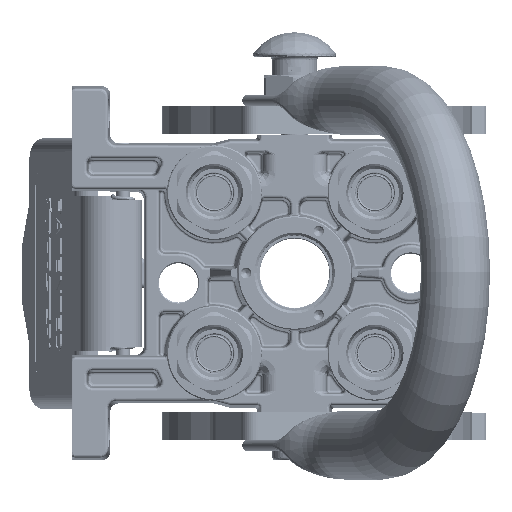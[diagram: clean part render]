
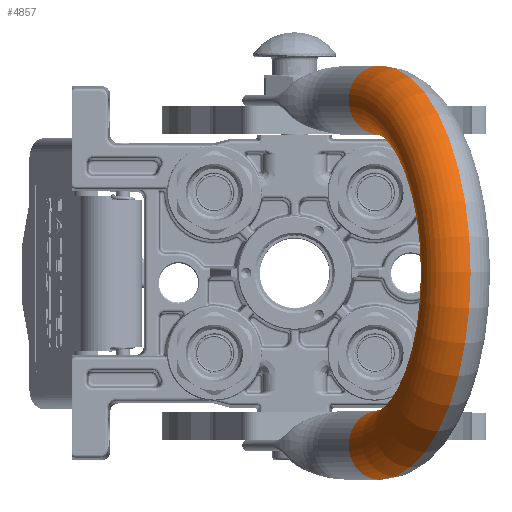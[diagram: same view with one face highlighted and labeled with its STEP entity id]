
A CAD part, top view. The second image highlights one B-rep face of the part: STEP entity #4857.
In plain terms, the highlighted toroidal (fillet/blend) face has major radius 62.25 mm and minor radius 12.5 mm.
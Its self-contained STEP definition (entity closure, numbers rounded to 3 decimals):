
#1971 = ORIENTED_EDGE ( 'NONE', *, *, #11804, .F. ) ;
#4857 = ADVANCED_FACE ( 'NONE', ( #26119 ), #10124, .T. ) ;
#5505 = AXIS2_PLACEMENT_3D ( 'NONE', #141556, #22649, #53209 ) ;
#6300 = ORIENTED_EDGE ( 'NONE', *, *, #133281, .F. ) ;
#6889 = CARTESIAN_POINT ( 'NONE',  ( 0., 0., 25.25 ) ) ;
#10124 = TOROIDAL_SURFACE ( 'NONE', #172086, 62.25, 12.5 ) ;
#11804 = EDGE_CURVE ( 'NONE', #143435, #187916, #16623, .T. ) ;
#12655 = CARTESIAN_POINT ( 'NONE',  ( -62.25, 0., 25.25 ) ) ;
#16623 = CIRCLE ( 'NONE', #17080, 74.75 ) ;
#16689 = CARTESIAN_POINT ( 'NONE',  ( -49.75, 0., 25.25 ) ) ;
#17080 = AXIS2_PLACEMENT_3D ( 'NONE', #6889, #165775, #92632 ) ;
#18736 = CARTESIAN_POINT ( 'NONE',  ( 49.75, 0., 25.25 ) ) ;
#22649 = DIRECTION ( 'NONE',  ( 0., 0., -1. ) ) ;
#26119 = FACE_OUTER_BOUND ( 'NONE', #174175, .T. ) ;
#53209 = DIRECTION ( 'NONE',  ( 1., 0., 0. ) ) ;
#54733 = EDGE_CURVE ( 'NONE', #80190, #126919, #140068, .T. ) ;
#60775 = CARTESIAN_POINT ( 'NONE',  ( -74.75, 0., 25.25 ) ) ;
#60784 = DIRECTION ( 'NONE',  ( -1., 0., 0. ) ) ;
#73096 = AXIS2_PLACEMENT_3D ( 'NONE', #12655, #172111, #158821 ) ;
#76657 = DIRECTION ( 'NONE',  ( 0., 1., 0. ) ) ;
#80190 = VERTEX_POINT ( 'NONE', #16689 ) ;
#87554 = EDGE_CURVE ( 'NONE', #143435, #80190, #173007, .T. ) ;
#91255 = CARTESIAN_POINT ( 'NONE',  ( 0., 0., 25.25 ) ) ;
#92632 = DIRECTION ( 'NONE',  ( -1., 0., 0. ) ) ;
#96071 = CIRCLE ( 'NONE', #5505, 12.5 ) ;
#108226 = AXIS2_PLACEMENT_3D ( 'NONE', #91255, #76657, #60784 ) ;
#108512 = DIRECTION ( 'NONE',  ( 1., 0., 0. ) ) ;
#109729 = DIRECTION ( 'NONE',  ( 0., 1., 0. ) ) ;
#116003 = ORIENTED_EDGE ( 'NONE', *, *, #87554, .T. ) ;
#126919 = VERTEX_POINT ( 'NONE', #18736 ) ;
#133281 = EDGE_CURVE ( 'NONE', #187916, #126919, #96071, .T. ) ;
#140068 = CIRCLE ( 'NONE', #108226, 49.75 ) ;
#141556 = CARTESIAN_POINT ( 'NONE',  ( 62.25, 0., 25.25 ) ) ;
#142150 = ORIENTED_EDGE ( 'NONE', *, *, #54733, .T. ) ;
#143435 = VERTEX_POINT ( 'NONE', #60775 ) ;
#152444 = CARTESIAN_POINT ( 'NONE',  ( 0., 0., 25.25 ) ) ;
#158821 = DIRECTION ( 'NONE',  ( -1., 0., 0. ) ) ;
#165775 = DIRECTION ( 'NONE',  ( 0., 1., 0. ) ) ;
#172086 = AXIS2_PLACEMENT_3D ( 'NONE', #152444, #109729, #108512 ) ;
#172111 = DIRECTION ( 'NONE',  ( 0., 0., 1. ) ) ;
#173007 = CIRCLE ( 'NONE', #73096, 12.5 ) ;
#174175 = EDGE_LOOP ( 'NONE', ( #142150, #6300, #1971, #116003 ) ) ;
#187916 = VERTEX_POINT ( 'NONE', #188374 ) ;
#188374 = CARTESIAN_POINT ( 'NONE',  ( 74.75, 0., 25.25 ) ) ;
